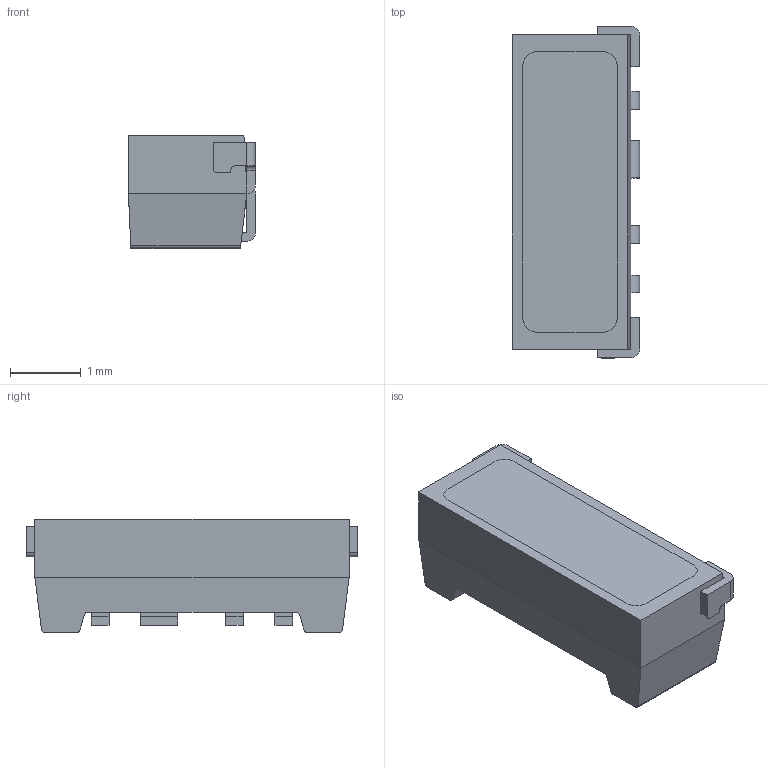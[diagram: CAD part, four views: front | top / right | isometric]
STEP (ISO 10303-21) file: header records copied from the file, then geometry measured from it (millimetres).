
FILE_DESCRIPTION (( 'STEP AP214' ), '1' );
FILE_NAME ('NSSM438A-V1.STEP', '2022-06-16T05:10:59', ( '' ), ( '' ), 'SwSTEP 2.0', 'SolidWorks 2018', '' );
FILE_SCHEMA (( 'AUTOMOTIVE_DESIGN' ));
Length unit declared in the file: millimetre
Products named in the file (5): 3; NSSM438A-V1; 2; 1; 4
Assembly tree (4 placements, depth 2):
  NSSM438A-V1
    1
    2
    3
    4
Bounding box: 1.8 x 4.7 x 1.6 mm (x, y, z)
Volume: 10.4 mm3; surface area: 66 mm2
Topology: 9 solids, 9 shells, 110 faces, 273 edges, 182 vertices
Faces by surface type: plane 78, cylinder 32
Entity records: 3493 total; most frequent: CARTESIAN_POINT 611, ORIENTED_EDGE 546, DIRECTION 546, EDGE_CURVE 273, LINE 208, VECTOR 208, VERTEX_POINT 182, AXIS2_PLACEMENT_3D 169
